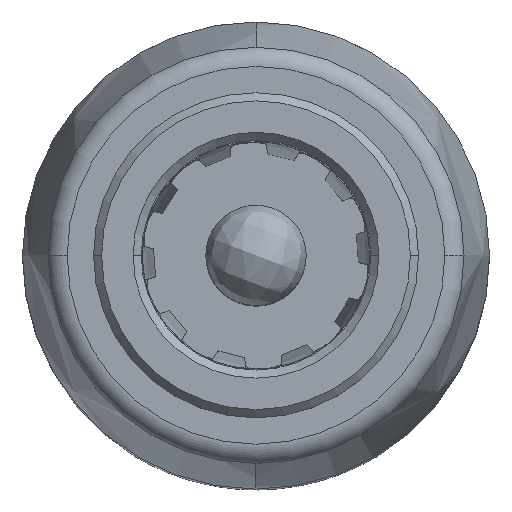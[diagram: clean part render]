
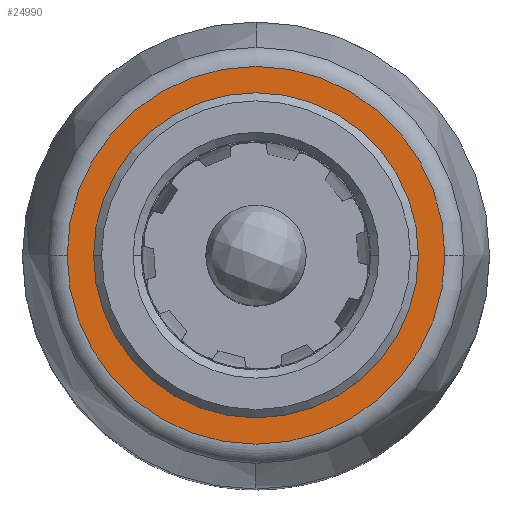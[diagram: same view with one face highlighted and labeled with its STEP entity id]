
A CAD part, top view. The second image highlights one B-rep face of the part: STEP entity #24990.
In plain terms, the highlighted face is planar.
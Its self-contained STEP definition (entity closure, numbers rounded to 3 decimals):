
#66 = CARTESIAN_POINT ( 'NONE',  ( 0., 0., -4. ) ) ;
#1517 = EDGE_CURVE ( 'NONE', #3788, #18417, #9277, .T. ) ;
#2152 = AXIS2_PLACEMENT_3D ( 'NONE', #17371, #14219, #24956 ) ;
#2488 = VERTEX_POINT ( 'NONE', #4695 ) ;
#3788 = VERTEX_POINT ( 'NONE', #26465 ) ;
#3883 = DIRECTION ( 'NONE',  ( 1., 0., 0. ) ) ;
#3944 = ORIENTED_EDGE ( 'NONE', *, *, #22927, .T. ) ;
#3970 = AXIS2_PLACEMENT_3D ( 'NONE', #15319, #25359, #23056 ) ;
#4695 = CARTESIAN_POINT ( 'NONE',  ( 0., 0., 4.65 ) ) ;
#5841 = CARTESIAN_POINT ( 'NONE',  ( 0., 0., 0. ) ) ;
#7617 = AXIS2_PLACEMENT_3D ( 'NONE', #5841, #3883, #27325 ) ;
#9277 = CIRCLE ( 'NONE', #33394, 4. ) ;
#9782 = CARTESIAN_POINT ( 'NONE',  ( 0., 0., 0. ) ) ;
#13872 = CIRCLE ( 'NONE', #32961, 4. ) ;
#14159 = CARTESIAN_POINT ( 'NONE',  ( 0., 0., -4.65 ) ) ;
#14219 = DIRECTION ( 'NONE',  ( -1., 0., 0. ) ) ;
#14294 = FACE_OUTER_BOUND ( 'NONE', #16775, .T. ) ;
#14463 = FACE_BOUND ( 'NONE', #25249, .T. ) ;
#14504 = DIRECTION ( 'NONE',  ( -1., 0., 0. ) ) ;
#14619 = CARTESIAN_POINT ( 'NONE',  ( 0., 0., 0. ) ) ;
#15319 = CARTESIAN_POINT ( 'NONE',  ( 0., 0., 0. ) ) ;
#15556 = ORIENTED_EDGE ( 'NONE', *, *, #1517, .F. ) ;
#16775 = EDGE_LOOP ( 'NONE', ( #3944, #29675 ) ) ;
#17263 = DIRECTION ( 'NONE',  ( 0., 0., 1. ) ) ;
#17317 = CIRCLE ( 'NONE', #2152, 4.65 ) ;
#17371 = CARTESIAN_POINT ( 'NONE',  ( 0., 0., 0. ) ) ;
#18417 = VERTEX_POINT ( 'NONE', #66 ) ;
#20486 = DIRECTION ( 'NONE',  ( 0., 0., 1. ) ) ;
#22020 = DIRECTION ( 'NONE',  ( -1., 0., 0. ) ) ;
#22927 = EDGE_CURVE ( 'NONE', #2488, #30913, #17317, .T. ) ;
#23056 = DIRECTION ( 'NONE',  ( 0., 0., -1. ) ) ;
#24956 = DIRECTION ( 'NONE',  ( 0., 0., -1. ) ) ;
#24990 = ADVANCED_FACE ( 'NONE', ( #14463, #14294 ), #33301, .F. ) ;
#25249 = EDGE_LOOP ( 'NONE', ( #15556, #28001 ) ) ;
#25359 = DIRECTION ( 'NONE',  ( -1., 0., 0. ) ) ;
#26465 = CARTESIAN_POINT ( 'NONE',  ( 0., 0., 4. ) ) ;
#26685 = EDGE_CURVE ( 'NONE', #18417, #3788, #13872, .T. ) ;
#27325 = DIRECTION ( 'NONE',  ( 0., 0., -1. ) ) ;
#28001 = ORIENTED_EDGE ( 'NONE', *, *, #26685, .F. ) ;
#29280 = CIRCLE ( 'NONE', #3970, 4.65 ) ;
#29675 = ORIENTED_EDGE ( 'NONE', *, *, #34284, .T. ) ;
#30913 = VERTEX_POINT ( 'NONE', #14159 ) ;
#32961 = AXIS2_PLACEMENT_3D ( 'NONE', #9782, #14504, #20486 ) ;
#33301 = PLANE ( 'NONE',  #7617 ) ;
#33394 = AXIS2_PLACEMENT_3D ( 'NONE', #14619, #22020, #17263 ) ;
#34284 = EDGE_CURVE ( 'NONE', #30913, #2488, #29280, .T. ) ;
